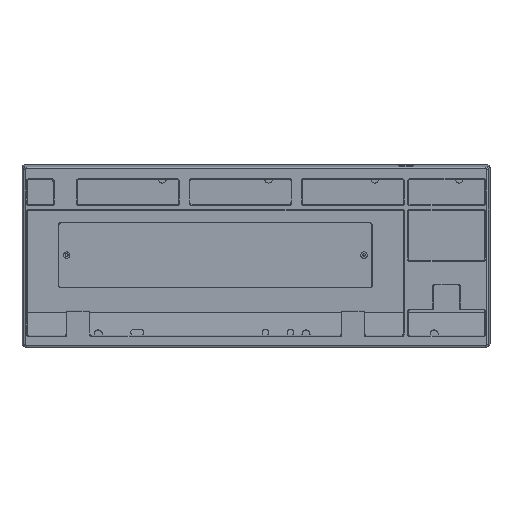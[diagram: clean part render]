
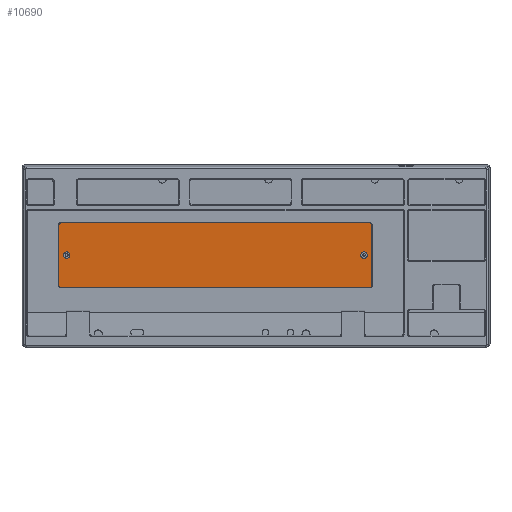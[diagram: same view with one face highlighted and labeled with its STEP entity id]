
A CAD part, top view. The second image highlights one B-rep face of the part: STEP entity #10690.
In plain terms, the highlighted planar face has unit normal (0, -0.079, 0.997).
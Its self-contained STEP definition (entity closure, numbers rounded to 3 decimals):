
#196=FACE_BOUND('',#3536,.T.);
#197=FACE_BOUND('',#3537,.T.);
#1082=LINE('',#18799,#1978);
#1088=LINE('',#18819,#1984);
#1091=LINE('',#18827,#1987);
#1093=LINE('',#18833,#1989);
#1978=VECTOR('',#15346,10.);
#1984=VECTOR('',#15366,10.);
#1987=VECTOR('',#15375,10.);
#1989=VECTOR('',#15383,10.);
#2883=FACE_OUTER_BOUND('',#3535,.T.);
#3535=EDGE_LOOP('',(#9850,#9851,#9852,#9853,#9854,#9855,#9856,#9857));
#3536=EDGE_LOOP('',(#9858));
#3537=EDGE_LOOP('',(#9859));
#4153=CIRCLE('',#11955,2.5);
#4156=CIRCLE('',#11960,2.5);
#4158=CIRCLE('',#11964,2.);
#4163=CIRCLE('',#11972,2.);
#4164=CIRCLE('',#11975,2.);
#4165=CIRCLE('',#11978,2.);
#5147=VERTEX_POINT('',#18768);
#5150=VERTEX_POINT('',#18778);
#5152=VERTEX_POINT('',#18786);
#5153=VERTEX_POINT('',#18787);
#5157=VERTEX_POINT('',#18797);
#5163=VERTEX_POINT('',#18813);
#5164=VERTEX_POINT('',#18817);
#5165=VERTEX_POINT('',#18821);
#5166=VERTEX_POINT('',#18825);
#5167=VERTEX_POINT('',#18829);
#6700=EDGE_CURVE('',#5147,#5147,#4153,.T.);
#6705=EDGE_CURVE('',#5150,#5150,#4156,.T.);
#6708=EDGE_CURVE('',#5152,#5153,#4158,.T.);
#6714=EDGE_CURVE('',#5152,#5157,#1082,.T.);
#6721=EDGE_CURVE('',#5163,#5157,#4163,.T.);
#6724=EDGE_CURVE('',#5163,#5164,#1088,.T.);
#6725=EDGE_CURVE('',#5165,#5164,#4164,.T.);
#6728=EDGE_CURVE('',#5165,#5166,#1091,.T.);
#6729=EDGE_CURVE('',#5167,#5166,#4165,.T.);
#6731=EDGE_CURVE('',#5167,#5153,#1093,.T.);
#9850=ORIENTED_EDGE('',*,*,#6708,.F.);
#9851=ORIENTED_EDGE('',*,*,#6714,.T.);
#9852=ORIENTED_EDGE('',*,*,#6721,.F.);
#9853=ORIENTED_EDGE('',*,*,#6724,.T.);
#9854=ORIENTED_EDGE('',*,*,#6725,.F.);
#9855=ORIENTED_EDGE('',*,*,#6728,.T.);
#9856=ORIENTED_EDGE('',*,*,#6729,.F.);
#9857=ORIENTED_EDGE('',*,*,#6731,.T.);
#9858=ORIENTED_EDGE('',*,*,#6700,.T.);
#9859=ORIENTED_EDGE('',*,*,#6705,.T.);
#10093=PLANE('',#11980);
#10690=ADVANCED_FACE('',(#2883,#196,#197),#10093,.T.);
#11955=AXIS2_PLACEMENT_3D('',#18770,#15315,#15316);
#11960=AXIS2_PLACEMENT_3D('',#18780,#15327,#15328);
#11964=AXIS2_PLACEMENT_3D('',#18788,#15336,#15337);
#11972=AXIS2_PLACEMENT_3D('',#18814,#15360,#15361);
#11975=AXIS2_PLACEMENT_3D('',#18822,#15369,#15370);
#11978=AXIS2_PLACEMENT_3D('',#18830,#15378,#15379);
#11980=AXIS2_PLACEMENT_3D('',#18834,#15384,#15385);
#15315=DIRECTION('center_axis',(0.,0.078,-0.997));
#15316=DIRECTION('ref_axis',(1.,0.,0.));
#15327=DIRECTION('center_axis',(0.,0.078,-0.997));
#15328=DIRECTION('ref_axis',(1.,0.,0.));
#15336=DIRECTION('center_axis',(0.,0.078,-0.997));
#15337=DIRECTION('ref_axis',(0.707,-0.705,-0.055));
#15346=DIRECTION('',(0.,0.997,0.078));
#15360=DIRECTION('center_axis',(0.,0.078,-0.997));
#15361=DIRECTION('ref_axis',(0.707,0.705,0.055));
#15366=DIRECTION('',(-1.,0.,0.));
#15369=DIRECTION('center_axis',(0.,0.078,-0.997));
#15370=DIRECTION('ref_axis',(-0.707,0.705,0.055));
#15375=DIRECTION('',(0.,-0.997,-0.078));
#15378=DIRECTION('center_axis',(0.,0.078,-0.997));
#15379=DIRECTION('ref_axis',(-0.707,-0.705,-0.055));
#15383=DIRECTION('',(1.,0.,0.));
#15384=DIRECTION('center_axis',(0.,-0.078,0.997));
#15385=DIRECTION('ref_axis',(1.,0.,0.));
#18768=CARTESIAN_POINT('',(-15.812,12.386,-4.521));
#18770=CARTESIAN_POINT('Origin',(-13.312,12.386,-4.521));
#18778=CARTESIAN_POINT('',(210.817,12.386,-4.521));
#18780=CARTESIAN_POINT('Origin',(213.317,12.386,-4.521));
#18786=CARTESIAN_POINT('',(219.317,-10.344,-6.31));
#18787=CARTESIAN_POINT('',(217.317,-12.337,-6.466));
#18788=CARTESIAN_POINT('Origin',(217.317,-10.344,-6.31));
#18797=CARTESIAN_POINT('',(219.317,35.116,-2.732));
#18799=CARTESIAN_POINT('',(219.317,-12.337,-6.466));
#18813=CARTESIAN_POINT('',(217.317,37.11,-2.575));
#18814=CARTESIAN_POINT('Origin',(217.317,35.116,-2.732));
#18817=CARTESIAN_POINT('',(-17.312,37.11,-2.575));
#18819=CARTESIAN_POINT('',(219.317,37.11,-2.575));
#18821=CARTESIAN_POINT('',(-19.312,35.116,-2.732));
#18822=CARTESIAN_POINT('Origin',(-17.312,35.116,-2.732));
#18825=CARTESIAN_POINT('',(-19.312,-10.344,-6.31));
#18827=CARTESIAN_POINT('',(-19.312,37.11,-2.575));
#18829=CARTESIAN_POINT('',(-17.312,-12.337,-6.466));
#18830=CARTESIAN_POINT('Origin',(-17.312,-10.344,-6.31));
#18833=CARTESIAN_POINT('',(-19.312,-12.337,-6.466));
#18834=CARTESIAN_POINT('Origin',(100.002,12.386,-4.521));
